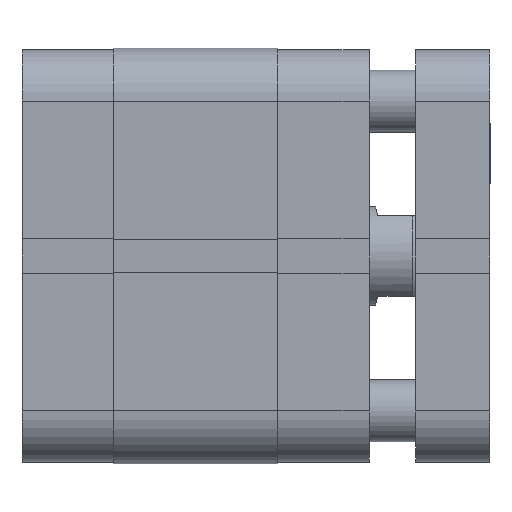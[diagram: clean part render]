
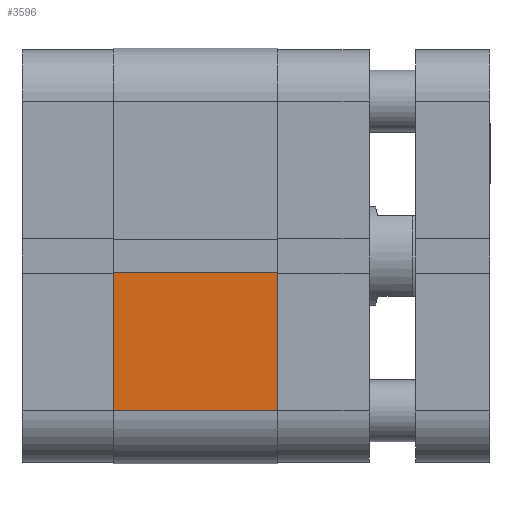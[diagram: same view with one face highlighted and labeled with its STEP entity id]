
A CAD part, front view. The second image highlights one B-rep face of the part: STEP entity #3596.
In plain terms, the highlighted planar face has unit normal (0, -1, 0).
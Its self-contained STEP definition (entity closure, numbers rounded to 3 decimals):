
#922 = VERTEX_POINT ( 'NONE', #4678 ) ;
#1015 = VERTEX_POINT ( 'NONE', #4710 ) ;
#1091 = VERTEX_POINT ( 'NONE', #4741 ) ;
#1392 = EDGE_LOOP ( 'NONE', ( #7143, #6614, #6413, #7140 ) ) ;
#2376 = FACE_OUTER_BOUND ( 'NONE', #1392, .T. ) ;
#2666 = VERTEX_POINT ( 'NONE', #5151 ) ;
#3596 = ADVANCED_FACE ( 'NONE', ( #2376 ), #5251, .F. ) ;
#3779 = EDGE_CURVE ( 'NONE', #2666, #922, #6310, .T. ) ;
#3780 = EDGE_CURVE ( 'NONE', #1015, #922, #6298, .T. ) ;
#3785 = EDGE_CURVE ( 'NONE', #1091, #2666, #6320, .T. ) ;
#3786 = EDGE_CURVE ( 'NONE', #1091, #1015, #6322, .T. ) ;
#4087 = AXIS2_PLACEMENT_3D ( 'NONE', #5254, #5260, #5261 ) ;
#4678 = CARTESIAN_POINT ( 'NONE',  ( -2.6, -33.5, 0. ) ) ;
#4710 = CARTESIAN_POINT ( 'NONE',  ( -2.6, -33.5, 26.5 ) ) ;
#4741 = CARTESIAN_POINT ( 'NONE',  ( -25., -33.5, 26.5 ) ) ;
#5151 = CARTESIAN_POINT ( 'NONE',  ( -25., -33.5, 0. ) ) ;
#5251 = PLANE ( 'NONE',  #4087 ) ;
#5254 = CARTESIAN_POINT ( 'NONE',  ( 0., -33.5, 26.5 ) ) ;
#5260 = DIRECTION ( 'NONE',  ( 0., 1., 0. ) ) ;
#5261 = DIRECTION ( 'NONE',  ( 0., 0., 1. ) ) ;
#5880 = CARTESIAN_POINT ( 'NONE',  ( -2.6, -33.5, 26.5 ) ) ;
#5886 = CARTESIAN_POINT ( 'NONE',  ( 0., -33.5, 0. ) ) ;
#5887 = DIRECTION ( 'NONE',  ( 1., 0., 0. ) ) ;
#5889 = DIRECTION ( 'NONE',  ( 0., 0., -1. ) ) ;
#5894 = CARTESIAN_POINT ( 'NONE',  ( -25., -33.5, 26.5 ) ) ;
#5901 = DIRECTION ( 'NONE',  ( 0., 0., -1. ) ) ;
#5902 = CARTESIAN_POINT ( 'NONE',  ( 0., -33.5, 26.5 ) ) ;
#5903 = DIRECTION ( 'NONE',  ( 1., 0., 0. ) ) ;
#6298 = LINE ( 'NONE', #5880, #6312 ) ;
#6310 = LINE ( 'NONE', #5886, #6311 ) ;
#6311 = VECTOR ( 'NONE', #5887, 1000. ) ;
#6312 = VECTOR ( 'NONE', #5889, 1000. ) ;
#6316 = VECTOR ( 'NONE', #5901, 1000. ) ;
#6320 = LINE ( 'NONE', #5894, #6316 ) ;
#6322 = LINE ( 'NONE', #5902, #6323 ) ;
#6323 = VECTOR ( 'NONE', #5903, 1000. ) ;
#6413 = ORIENTED_EDGE ( 'NONE', *, *, #3786, .F. ) ;
#6614 = ORIENTED_EDGE ( 'NONE', *, *, #3780, .F. ) ;
#7140 = ORIENTED_EDGE ( 'NONE', *, *, #3785, .T. ) ;
#7143 = ORIENTED_EDGE ( 'NONE', *, *, #3779, .T. ) ;
